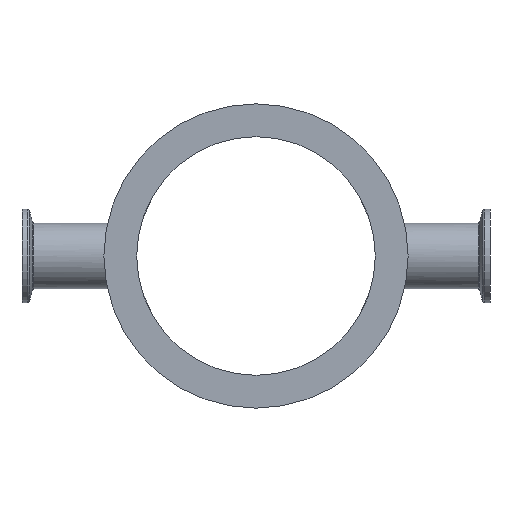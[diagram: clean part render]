
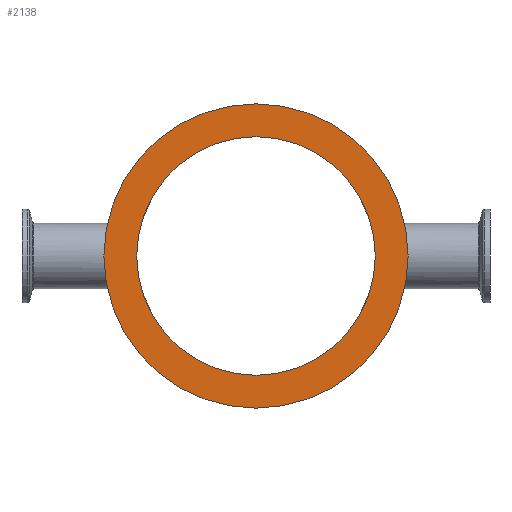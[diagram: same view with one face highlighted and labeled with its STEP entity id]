
A CAD part, left-side view. The second image highlights one B-rep face of the part: STEP entity #2138.
In plain terms, the highlighted planar face has unit normal (-1, 0, 0).
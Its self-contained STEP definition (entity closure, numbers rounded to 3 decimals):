
#212 = CIRCLE ( 'NONE', #4033, 51. ) ;
#294 = CIRCLE ( 'NONE', #4035, 65. ) ;
#390 = CIRCLE ( 'NONE', #4037, 65. ) ;
#414 = CIRCLE ( 'NONE', #4041, 51. ) ;
#809 = VERTEX_POINT ( 'NONE', #836 ) ;
#836 = CARTESIAN_POINT ( 'NONE',  ( -6., 0., 65. ) ) ;
#895 = EDGE_CURVE ( 'NONE', #2916, #2449, #414, .T. ) ;
#913 = CARTESIAN_POINT ( 'NONE',  ( -6., 0., -51. ) ) ;
#984 = EDGE_CURVE ( 'NONE', #809, #1310, #390, .T. ) ;
#1010 = EDGE_CURVE ( 'NONE', #1310, #809, #294, .T. ) ;
#1021 = EDGE_CURVE ( 'NONE', #2449, #2916, #212, .T. ) ;
#1092 = DIRECTION ( 'NONE',  ( 0., 0., -1. ) ) ;
#1094 = DIRECTION ( 'NONE',  ( 1., 0., 0. ) ) ;
#1096 = CARTESIAN_POINT ( 'NONE',  ( -6., 51., 0. ) ) ;
#1123 = PLANE ( 'NONE',  #3263 ) ;
#1294 = FACE_BOUND ( 'NONE', #1734, .T. ) ;
#1310 = VERTEX_POINT ( 'NONE', #3366 ) ;
#1637 = FACE_OUTER_BOUND ( 'NONE', #3725, .T. ) ;
#1734 = EDGE_LOOP ( 'NONE', ( #3610, #3609 ) ) ;
#1934 = DIRECTION ( 'NONE',  ( 0., 0., 1. ) ) ;
#1976 = CARTESIAN_POINT ( 'NONE',  ( -6., 0., 0. ) ) ;
#1980 = DIRECTION ( 'NONE',  ( -1., 0., 0. ) ) ;
#2138 = ADVANCED_FACE ( 'NONE', ( #1294, #1637 ), #1123, .F. ) ;
#2149 = CARTESIAN_POINT ( 'NONE',  ( -6., 0., 0. ) ) ;
#2157 = DIRECTION ( 'NONE',  ( -1., 0., 0. ) ) ;
#2158 = DIRECTION ( 'NONE',  ( 0., 0., 1. ) ) ;
#2286 = CARTESIAN_POINT ( 'NONE',  ( -6., 0., 0. ) ) ;
#2292 = DIRECTION ( 'NONE',  ( -1., 0., 0. ) ) ;
#2309 = DIRECTION ( 'NONE',  ( 0., 0., 1. ) ) ;
#2381 = CARTESIAN_POINT ( 'NONE',  ( -6., 0., 0. ) ) ;
#2385 = DIRECTION ( 'NONE',  ( -1., 0., 0. ) ) ;
#2389 = DIRECTION ( 'NONE',  ( 0., 0., 1. ) ) ;
#2449 = VERTEX_POINT ( 'NONE', #2803 ) ;
#2803 = CARTESIAN_POINT ( 'NONE',  ( -6., 0., 51. ) ) ;
#2916 = VERTEX_POINT ( 'NONE', #913 ) ;
#3263 = AXIS2_PLACEMENT_3D ( 'NONE', #1096, #1094, #1092 ) ;
#3366 = CARTESIAN_POINT ( 'NONE',  ( -6., 0., -65. ) ) ;
#3596 = ORIENTED_EDGE ( 'NONE', *, *, #1010, .T. ) ;
#3601 = ORIENTED_EDGE ( 'NONE', *, *, #984, .T. ) ;
#3609 = ORIENTED_EDGE ( 'NONE', *, *, #895, .F. ) ;
#3610 = ORIENTED_EDGE ( 'NONE', *, *, #1021, .F. ) ;
#3725 = EDGE_LOOP ( 'NONE', ( #3601, #3596 ) ) ;
#4033 = AXIS2_PLACEMENT_3D ( 'NONE', #2381, #2385, #2389 ) ;
#4035 = AXIS2_PLACEMENT_3D ( 'NONE', #2286, #2292, #2309 ) ;
#4037 = AXIS2_PLACEMENT_3D ( 'NONE', #2149, #2157, #2158 ) ;
#4041 = AXIS2_PLACEMENT_3D ( 'NONE', #1976, #1980, #1934 ) ;
